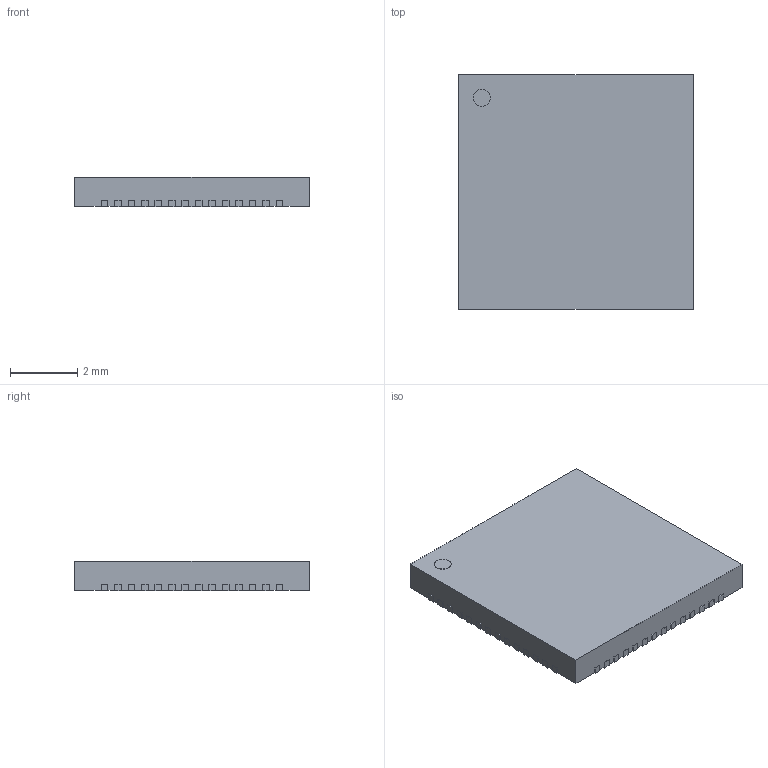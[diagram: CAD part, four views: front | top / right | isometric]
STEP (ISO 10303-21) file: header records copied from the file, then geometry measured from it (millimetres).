
FILE_DESCRIPTION(/* description */ ('model of QFN-56-1EP_7x7mm_P0.4mm_EP4x4mm'),/* implementation_level */ '2;1');
FILE_NAME(/* name */ 'QFN-56-1EP_7x7mm_P0.4mm_EP4x4mm.step',/* time_stamp */ '2022-12-29T13:23:49',/* author */ ('KiCAD','kicad'),/* organization */ ('OCCT'),/* preprocessor_version */ '',/* originating_system */ 'KiCAD',/* authorisation */ '');
FILE_SCHEMA(('AUTOMOTIVE_DESIGN { 1 0 10303 214 1 1 1 1 }'));
Length unit declared in the file: millimetre
Products named in the file (9): CQ assembly; a48c614c-8773-11ed-8f9d-58fb8493fcfb; a48c614c-8773-11ed-8f9d-58fb8493fcfb_part; a48c63fe-8773-11ed-8f9d-58fb8493fcfb; a48c63fe-8773-11ed-8f9d-58fb8493fcfb_part; a48c65a2-8773-11ed-8f9d-58fb8493fcfb; a48c65a2-8773-11ed-8f9d-58fb8493fcfb_part; a48c66d8-8773-11ed-8f9d-58fb8493fcfb; a48c66d8-8773-11ed-8f9d-58fb8493fcfb_part
Assembly tree (8 placements, depth 4):
  CQ assembly
    a48c614c-8773-11ed-8f9d-58fb8493fcfb
      a48c614c-8773-11ed-8f9d-58fb8493fcfb_part
      a48c63fe-8773-11ed-8f9d-58fb8493fcfb
        a48c63fe-8773-11ed-8f9d-58fb8493fcfb_part
      a48c65a2-8773-11ed-8f9d-58fb8493fcfb
        a48c65a2-8773-11ed-8f9d-58fb8493fcfb_part
      a48c66d8-8773-11ed-8f9d-58fb8493fcfb
        a48c66d8-8773-11ed-8f9d-58fb8493fcfb_part
Bounding box: 7 x 7 x 0.89 mm (x, y, z)
Volume: 41.9 mm3; surface area: 182.2 mm2
Topology: 59 solids, 59 shells, 582 faces, 1389 edges, 926 vertices
Faces by surface type: plane 469, cylinder 113
Full cylindrical faces by diameter (mm): 0.5 x1
Entity records: 17156 total; most frequent: CARTESIAN_POINT 2906, DIRECTION 2797, ORIENTED_EDGE 2778, EDGE_CURVE 1389, LINE 1163, VECTOR 1163, VERTEX_POINT 926, AXIS2_PLACEMENT_3D 817
